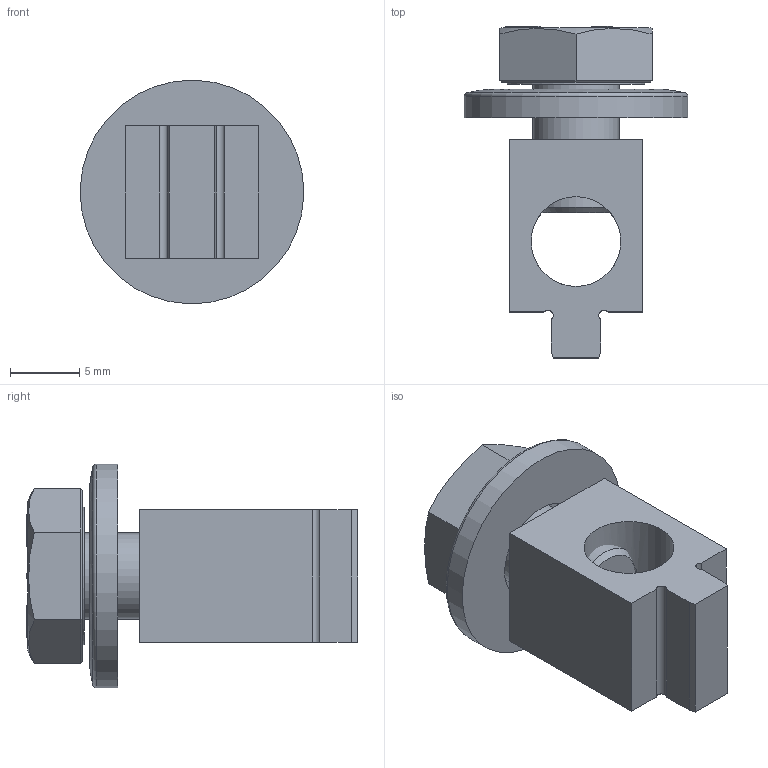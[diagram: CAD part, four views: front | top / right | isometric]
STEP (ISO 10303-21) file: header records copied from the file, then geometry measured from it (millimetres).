
FILE_DESCRIPTION(/* description */ (''),/* implementation_level */ '2;1');
FILE_NAME(/* name */ 'B4A-PCB-RLM.stp',/* time_stamp */ '2016-07-21T08:46:04-04:00',/* author */ ('tsmith'),/* organization */ (''),/* preprocessor_version */ 'ST-DEVELOPER v15.6',/* originating_system */ 'Autodesk Inventor 2015',/* authorisation */ '');
FILE_SCHEMA (('AUTOMOTIVE_DESIGN { 1 0 10303 214 3 1 1 }'));
Length unit declared in the file: inch
Products named in the file (4): B4A-PCB; 25NWSA0T; 25F37HCS5T; B4A-PCB-RLM
Assembly tree (3 placements, depth 2):
  B4A-PCB-RLM
    B4A-PCB
    25NWSA0T
    25F37HCS5T
Bounding box: 16.12 x 23.93 x 16.12 mm (x, y, z)
Volume: 1846.6 mm3; surface area: 1897.7 mm2
Topology: 3 solids, 3 shells, 102 faces, 235 edges, 146 vertices
Faces by surface type: plane 47, cylinder 34, torus 14, bspline 5, cone 2
Full cylindrical faces by diameter (mm): 5.359 x1, 6.223 x1, 6.477 x1, 7.493 x1, 9.906 x1, 16.129 x1
Entity records: 3210 total; most frequent: CARTESIAN_POINT 859, DIRECTION 485, ORIENTED_EDGE 446, EDGE_CURVE 223, AXIS2_PLACEMENT_3D 185, VERTEX_POINT 144, EDGE_LOOP 125, LINE 115
